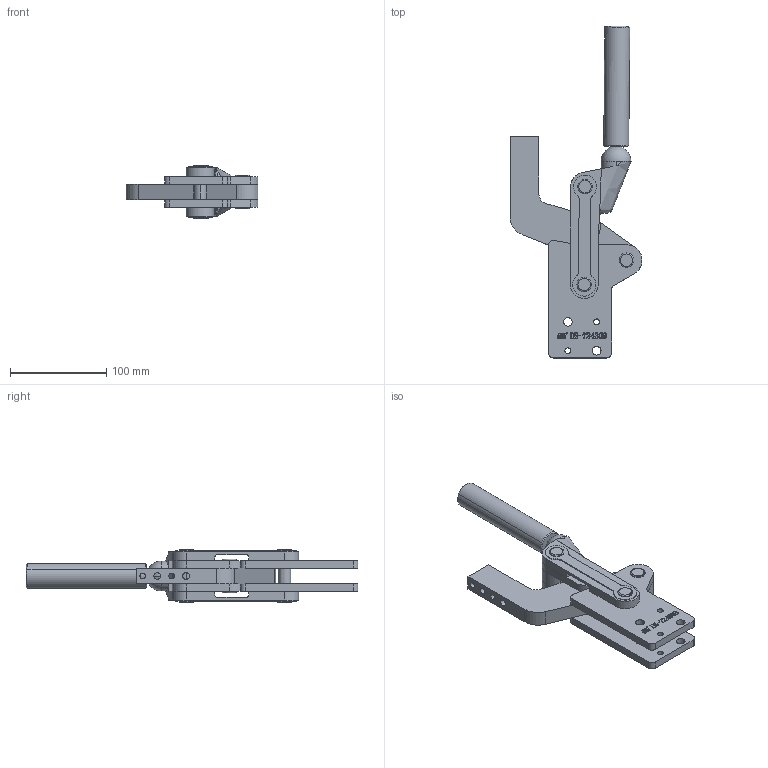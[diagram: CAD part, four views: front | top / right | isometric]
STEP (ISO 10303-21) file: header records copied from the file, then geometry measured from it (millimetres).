
FILE_DESCRIPTION (( 'STEP AP203' ), '1' );
FILE_NAME ('HS-72430B 装配体.STEP', '2018-12-07T08:24:31', ( 'PCOS' ), ( '微软中国' ), 'SwSTEP 2.0', 'SolidWorks 2012', '' );
FILE_SCHEMA (( 'CONFIG_CONTROL_DESIGN' ));
Length unit declared in the file: millimetre
Products named in the file (8): HS-72430B 蚾饜极; 揤參; 种2; 种1; 忒梟; 忒參; 蟀裝; 菁釱
Assembly tree (10 placements, depth 2):
  HS-72430B 蚾饜极
    菁釱
    蟀裝  x2
    忒參
    忒梟
    种1  x2
    种2  x2
    揤參
Bounding box: 137 x 344.71 x 55 mm (x, y, z)
Volume: 471590.3 mm3; surface area: 131307 mm2
Topology: 11 solids, 11 shells, 626 faces, 1668 edges, 1103 vertices
Faces by surface type: plane 279, cylinder 172, bspline 153, torus 16, cone 4, sphere 2
Entity records: 26260 total; most frequent: CARTESIAN_POINT 11251, ORIENTED_EDGE 3174, DIRECTION 2467, EDGE_CURVE 1587, VERTEX_POINT 1053, VECTOR 935, LINE 935, AXIS2_PLACEMENT_3D 766
